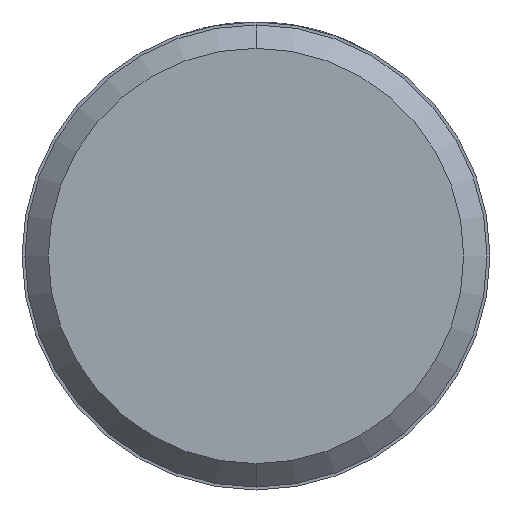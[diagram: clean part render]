
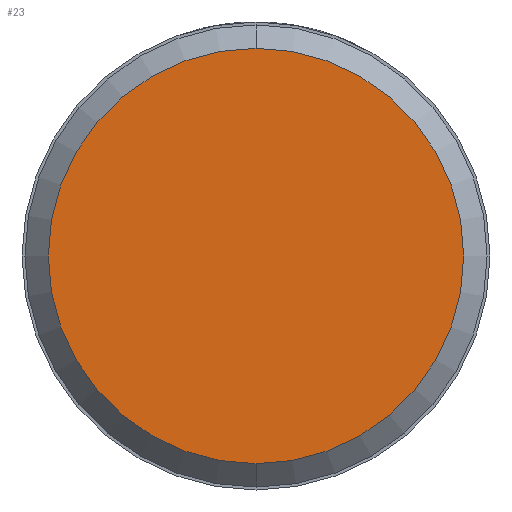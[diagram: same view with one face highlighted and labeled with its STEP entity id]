
A CAD part, front view. The second image highlights one B-rep face of the part: STEP entity #23.
In plain terms, the highlighted planar face has unit normal (0, -1, 0).
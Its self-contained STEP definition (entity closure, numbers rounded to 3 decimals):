
#23 = ADVANCED_FACE ( 'NONE', ( #1030 ), #538, .F. ) ;
#96 = CARTESIAN_POINT ( 'NONE',  ( 0., 0., 17.75 ) ) ;
#120 = DIRECTION ( 'NONE',  ( 0., 0., 1. ) ) ;
#383 = DIRECTION ( 'NONE',  ( 0., -1., 0. ) ) ;
#395 = CARTESIAN_POINT ( 'NONE',  ( 0., 0., 0. ) ) ;
#407 = EDGE_LOOP ( 'NONE', ( #1992, #1120 ) ) ;
#526 = DIRECTION ( 'NONE',  ( 0., 1., 0. ) ) ;
#538 = PLANE ( 'NONE',  #2152 ) ;
#607 = DIRECTION ( 'NONE',  ( 0., 0., 1. ) ) ;
#806 = VERTEX_POINT ( 'NONE', #1954 ) ;
#955 = VERTEX_POINT ( 'NONE', #96 ) ;
#1030 = FACE_OUTER_BOUND ( 'NONE', #407, .T. ) ;
#1120 = ORIENTED_EDGE ( 'NONE', *, *, #2547, .T. ) ;
#1160 = CIRCLE ( 'NONE', #2083, 17.75 ) ;
#1397 = CARTESIAN_POINT ( 'NONE',  ( 0., 0., 0. ) ) ;
#1623 = AXIS2_PLACEMENT_3D ( 'NONE', #395, #1836, #2230 ) ;
#1745 = CIRCLE ( 'NONE', #1623, 17.75 ) ;
#1836 = DIRECTION ( 'NONE',  ( 0., -1., 0. ) ) ;
#1954 = CARTESIAN_POINT ( 'NONE',  ( 0., 0., -17.75 ) ) ;
#1992 = ORIENTED_EDGE ( 'NONE', *, *, #2482, .T. ) ;
#2083 = AXIS2_PLACEMENT_3D ( 'NONE', #1397, #383, #607 ) ;
#2152 = AXIS2_PLACEMENT_3D ( 'NONE', #2380, #526, #120 ) ;
#2230 = DIRECTION ( 'NONE',  ( 0., 0., 1. ) ) ;
#2380 = CARTESIAN_POINT ( 'NONE',  ( 0., 0., 0. ) ) ;
#2482 = EDGE_CURVE ( 'NONE', #955, #806, #1745, .T. ) ;
#2547 = EDGE_CURVE ( 'NONE', #806, #955, #1160, .T. ) ;
